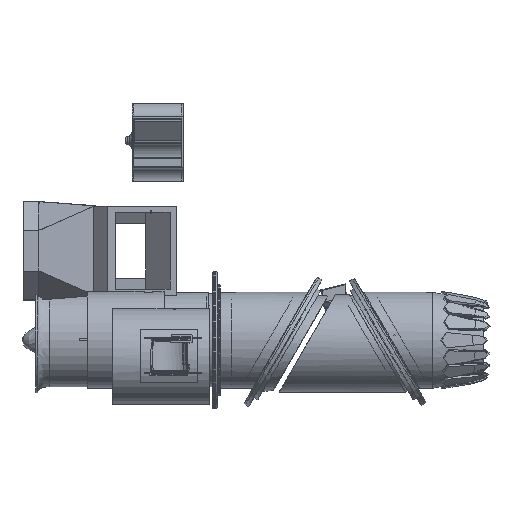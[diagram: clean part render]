
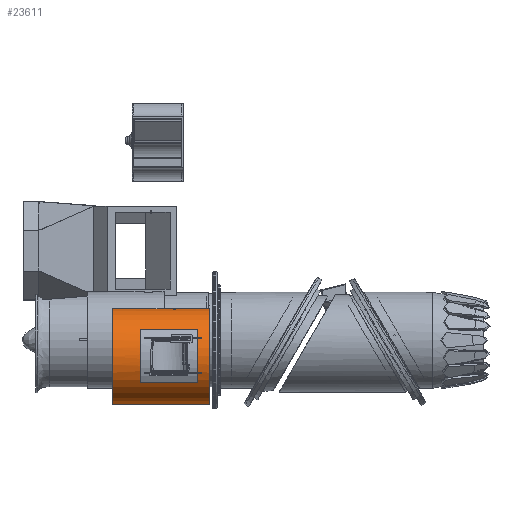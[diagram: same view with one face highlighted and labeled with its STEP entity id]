
A CAD part, top view. The second image highlights one B-rep face of the part: STEP entity #23611.
In plain terms, the highlighted cylindrical face has radius 37.4 mm (diameter 74.8 mm), a partial arc.
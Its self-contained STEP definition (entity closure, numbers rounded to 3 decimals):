
#251=B_SPLINE_CURVE_WITH_KNOTS('',3,(#41714,#41715,#41716,#41717,#41718,
#41719,#41720,#41721,#41722,#41723,#41724,#41725,#41726,#41727,#41728,#41729,
#41730,#41731,#41732,#41733,#41734,#41735,#41736),.UNSPECIFIED.,.F.,.F.,
(4,2,2,2,2,3,2,2,2,2,4),(-0.613,-0.603,-0.452,
-0.302,-0.151,0.,0.151,0.302,
0.452,0.603,0.613),.UNSPECIFIED.);
#746=ELLIPSE('',#25316,39.423,37.4);
#748=ELLIPSE('',#25321,38.897,37.4);
#749=ELLIPSE('',#25324,39.423,37.4);
#1233=FACE_BOUND('',#3953,.T.);
#1372=CYLINDRICAL_SURFACE('',#25322,37.4);
#1734=CIRCLE('',#25302,37.4);
#1740=CIRCLE('',#25313,37.4);
#1741=CIRCLE('',#25323,37.4);
#1742=CIRCLE('',#25325,37.4);
#1743=CIRCLE('',#25326,37.4);
#1744=CIRCLE('',#25327,37.4);
#2581=FACE_OUTER_BOUND('',#3952,.T.);
#3952=EDGE_LOOP('',(#17812,#17813,#17814,#17815,#17816,#17817));
#3953=EDGE_LOOP('',(#17818,#17819,#17820,#17821,#17822,#17823,#17824,#17825,
#17826,#17827,#17828,#17829));
#5547=LINE('',#41615,#7734);
#5548=LINE('',#41619,#7735);
#5549=LINE('',#41622,#7736);
#5573=LINE('',#41756,#7760);
#5577=LINE('',#41765,#7764);
#5579=LINE('',#41773,#7766);
#5580=LINE('',#41777,#7767);
#5581=LINE('',#41782,#7768);
#7734=VECTOR('',#28722,10.);
#7735=VECTOR('',#28725,10.);
#7736=VECTOR('',#28728,10.);
#7760=VECTOR('',#28826,10.);
#7764=VECTOR('',#28832,10.);
#7766=VECTOR('',#28844,10.);
#7767=VECTOR('',#28847,10.);
#7768=VECTOR('',#28852,10.);
#10054=VERTEX_POINT('',#41528);
#10056=VERTEX_POINT('',#41531);
#10070=VERTEX_POINT('',#41614);
#10071=VERTEX_POINT('',#41616);
#10072=VERTEX_POINT('',#41618);
#10073=VERTEX_POINT('',#41620);
#10095=VERTEX_POINT('',#41741);
#10096=VERTEX_POINT('',#41743);
#10098=VERTEX_POINT('',#41749);
#10099=VERTEX_POINT('',#41753);
#10100=VERTEX_POINT('',#41755);
#10103=VERTEX_POINT('',#41762);
#10104=VERTEX_POINT('',#41764);
#10105=VERTEX_POINT('',#41772);
#10106=VERTEX_POINT('',#41774);
#10107=VERTEX_POINT('',#41776);
#10108=VERTEX_POINT('',#41779);
#10109=VERTEX_POINT('',#41781);
#12850=EDGE_CURVE('',#10070,#10054,#5547,.T.);
#12852=EDGE_CURVE('',#10072,#10071,#5548,.T.);
#12854=EDGE_CURVE('',#10056,#10073,#5549,.T.);
#12883=EDGE_CURVE('',#10072,#10073,#1734,.T.);
#12892=EDGE_CURVE('',#10054,#10056,#251,.T.);
#12895=EDGE_CURVE('',#10096,#10095,#1740,.T.);
#12899=EDGE_CURVE('',#10095,#10098,#746,.T.);
#12901=EDGE_CURVE('',#10100,#10099,#5573,.T.);
#12905=EDGE_CURVE('',#10104,#10103,#5577,.T.);
#12908=EDGE_CURVE('',#10103,#10096,#748,.T.);
#12909=EDGE_CURVE('',#10070,#10071,#1741,.F.);
#12910=EDGE_CURVE('',#10098,#10105,#5579,.T.);
#12911=EDGE_CURVE('',#10105,#10106,#749,.T.);
#12912=EDGE_CURVE('',#10106,#10107,#5580,.T.);
#12913=EDGE_CURVE('',#10107,#10100,#1742,.T.);
#12914=EDGE_CURVE('',#10099,#10108,#1743,.T.);
#12915=EDGE_CURVE('',#10108,#10109,#5581,.T.);
#12916=EDGE_CURVE('',#10109,#10104,#1744,.T.);
#17812=ORIENTED_EDGE('',*,*,#12850,.T.);
#17813=ORIENTED_EDGE('',*,*,#12892,.T.);
#17814=ORIENTED_EDGE('',*,*,#12854,.T.);
#17815=ORIENTED_EDGE('',*,*,#12883,.F.);
#17816=ORIENTED_EDGE('',*,*,#12852,.T.);
#17817=ORIENTED_EDGE('',*,*,#12909,.F.);
#17818=ORIENTED_EDGE('',*,*,#12905,.T.);
#17819=ORIENTED_EDGE('',*,*,#12908,.T.);
#17820=ORIENTED_EDGE('',*,*,#12895,.T.);
#17821=ORIENTED_EDGE('',*,*,#12899,.T.);
#17822=ORIENTED_EDGE('',*,*,#12910,.T.);
#17823=ORIENTED_EDGE('',*,*,#12911,.T.);
#17824=ORIENTED_EDGE('',*,*,#12912,.T.);
#17825=ORIENTED_EDGE('',*,*,#12913,.T.);
#17826=ORIENTED_EDGE('',*,*,#12901,.T.);
#17827=ORIENTED_EDGE('',*,*,#12914,.T.);
#17828=ORIENTED_EDGE('',*,*,#12915,.T.);
#17829=ORIENTED_EDGE('',*,*,#12916,.T.);
#23611=ADVANCED_FACE('',(#2581,#1233),#1372,.T.);
#25302=AXIS2_PLACEMENT_3D('',#41676,#28787,#28788);
#25313=AXIS2_PLACEMENT_3D('',#41744,#28813,#28814);
#25316=AXIS2_PLACEMENT_3D('',#41751,#28821,#28822);
#25321=AXIS2_PLACEMENT_3D('',#41769,#28838,#28839);
#25322=AXIS2_PLACEMENT_3D('',#41770,#28840,#28841);
#25323=AXIS2_PLACEMENT_3D('',#41771,#28842,#28843);
#25324=AXIS2_PLACEMENT_3D('',#41775,#28845,#28846);
#25325=AXIS2_PLACEMENT_3D('',#41778,#28848,#28849);
#25326=AXIS2_PLACEMENT_3D('',#41780,#28850,#28851);
#25327=AXIS2_PLACEMENT_3D('',#41783,#28853,#28854);
#28722=DIRECTION('',(-1.,0.,0.));
#28725=DIRECTION('',(1.,0.,0.));
#28728=DIRECTION('',(-1.,0.,0.));
#28787=DIRECTION('center_axis',(-1.,0.,0.));
#28788=DIRECTION('ref_axis',(0.,0.,-1.));
#28813=DIRECTION('center_axis',(-1.,0.,0.));
#28814=DIRECTION('ref_axis',(0.,0.,-1.));
#28821=DIRECTION('center_axis',(-0.949,0.316,0.));
#28822=DIRECTION('ref_axis',(0.316,0.949,0.));
#28826=DIRECTION('',(1.,0.,0.));
#28832=DIRECTION('',(-1.,0.,0.));
#28838=DIRECTION('center_axis',(-0.962,-0.275,0.));
#28839=DIRECTION('ref_axis',(-0.275,0.962,0.));
#28840=DIRECTION('center_axis',(1.,0.,0.));
#28841=DIRECTION('ref_axis',(0.,0.,1.));
#28842=DIRECTION('center_axis',(-1.,0.,0.));
#28843=DIRECTION('ref_axis',(0.,0.,-1.));
#28844=DIRECTION('',(1.,0.,0.));
#28845=DIRECTION('center_axis',(-0.949,0.316,0.));
#28846=DIRECTION('ref_axis',(0.316,0.949,0.));
#28847=DIRECTION('',(1.,0.,0.));
#28848=DIRECTION('center_axis',(-1.,0.,0.));
#28849=DIRECTION('ref_axis',(0.,0.,-1.));
#28850=DIRECTION('center_axis',(1.,0.,0.));
#28851=DIRECTION('ref_axis',(0.,0.,-1.));
#28852=DIRECTION('',(-1.,0.,0.));
#28853=DIRECTION('center_axis',(1.,0.,0.));
#28854=DIRECTION('ref_axis',(0.,0.,-1.));
#41528=CARTESIAN_POINT('',(71.999,24.148,339.742));
#41531=CARTESIAN_POINT('',(64.001,24.148,339.742));
#41614=CARTESIAN_POINT('',(95.5,24.148,339.742));
#41615=CARTESIAN_POINT('',(72.003,24.148,339.742));
#41616=CARTESIAN_POINT('',(95.5,-50.652,339.742));
#41618=CARTESIAN_POINT('',(19.506,-50.652,339.742));
#41619=CARTESIAN_POINT('',(72.003,-50.652,339.742));
#41620=CARTESIAN_POINT('',(19.506,24.148,339.742));
#41622=CARTESIAN_POINT('',(72.003,24.148,339.742));
#41676=CARTESIAN_POINT('Origin',(19.506,-13.252,339.842));
#41714=CARTESIAN_POINT('Ctrl Pts',(71.999,24.148,339.742));
#41715=CARTESIAN_POINT('Ctrl Pts',(72.,24.148,339.775));
#41716=CARTESIAN_POINT('Ctrl Pts',(72.,24.148,339.808));
#41717=CARTESIAN_POINT('Ctrl Pts',(72.,24.148,340.344));
#41718=CARTESIAN_POINT('Ctrl Pts',(71.899,24.137,340.88));
#41719=CARTESIAN_POINT('Ctrl Pts',(71.491,24.096,341.866));
#41720=CARTESIAN_POINT('Ctrl Pts',(71.183,24.068,342.315));
#41721=CARTESIAN_POINT('Ctrl Pts',(70.474,24.014,343.025));
#41722=CARTESIAN_POINT('Ctrl Pts',(70.024,23.985,343.333));
#41723=CARTESIAN_POINT('Ctrl Pts',(69.039,23.944,343.741));
#41724=CARTESIAN_POINT('Ctrl Pts',(68.503,23.933,343.842));
#41725=CARTESIAN_POINT('Ctrl Pts',(68.,23.933,343.842));
#41726=CARTESIAN_POINT('Ctrl Pts',(67.497,23.933,343.842));
#41727=CARTESIAN_POINT('Ctrl Pts',(66.961,23.944,343.741));
#41728=CARTESIAN_POINT('Ctrl Pts',(65.976,23.985,343.333));
#41729=CARTESIAN_POINT('Ctrl Pts',(65.526,24.014,343.025));
#41730=CARTESIAN_POINT('Ctrl Pts',(64.817,24.068,342.315));
#41731=CARTESIAN_POINT('Ctrl Pts',(64.509,24.096,341.866));
#41732=CARTESIAN_POINT('Ctrl Pts',(64.101,24.137,340.88));
#41733=CARTESIAN_POINT('Ctrl Pts',(64.,24.148,340.344));
#41734=CARTESIAN_POINT('Ctrl Pts',(64.,24.148,339.808));
#41735=CARTESIAN_POINT('Ctrl Pts',(64.,24.148,339.775));
#41736=CARTESIAN_POINT('Ctrl Pts',(64.001,24.148,339.742));
#41741=CARTESIAN_POINT('',(50.834,-6.252,376.581));
#41743=CARTESIAN_POINT('',(50.834,-20.752,376.482));
#41744=CARTESIAN_POINT('Origin',(50.834,-13.252,339.842));
#41749=CARTESIAN_POINT('',(52.79,-0.383,374.958));
#41751=CARTESIAN_POINT('Origin',(48.5,-13.252,339.842));
#41753=CARTESIAN_POINT('',(80.857,1.748,374.102));
#41755=CARTESIAN_POINT('',(68.39,1.748,374.102));
#41756=CARTESIAN_POINT('',(72.003,1.748,374.102));
#41762=CARTESIAN_POINT('',(51.834,-24.252,375.587));
#41764=CARTESIAN_POINT('',(77.391,-24.252,375.587));
#41765=CARTESIAN_POINT('',(72.003,-24.252,375.587));
#41769=CARTESIAN_POINT('Origin',(48.691,-13.252,339.842));
#41770=CARTESIAN_POINT('Origin',(72.003,-13.252,339.842));
#41771=CARTESIAN_POINT('Origin',(95.5,-13.252,339.842));
#41772=CARTESIAN_POINT('',(52.814,-0.383,374.958));
#41773=CARTESIAN_POINT('',(72.003,-0.383,374.958));
#41774=CARTESIAN_POINT('',(52.857,-0.252,374.91));
#41775=CARTESIAN_POINT('Origin',(48.524,-13.252,339.842));
#41776=CARTESIAN_POINT('',(68.39,-0.252,374.91));
#41777=CARTESIAN_POINT('',(72.003,-0.252,374.91));
#41778=CARTESIAN_POINT('Origin',(68.39,-13.252,339.842));
#41779=CARTESIAN_POINT('',(80.857,-0.811,375.112));
#41780=CARTESIAN_POINT('Origin',(80.857,-13.252,339.842));
#41781=CARTESIAN_POINT('',(77.391,-0.811,375.112));
#41782=CARTESIAN_POINT('',(72.003,-0.811,375.112));
#41783=CARTESIAN_POINT('Origin',(77.391,-13.252,339.842));
